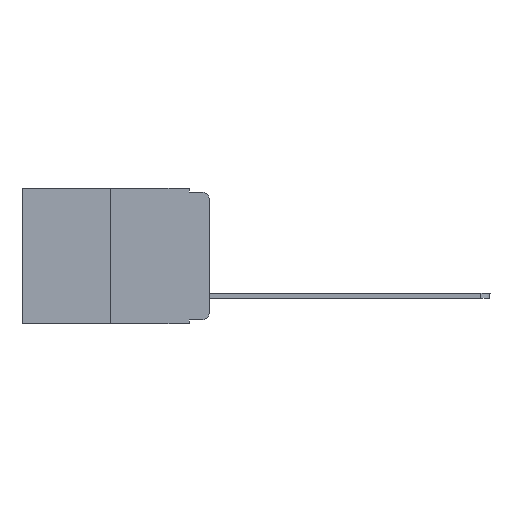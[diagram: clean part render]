
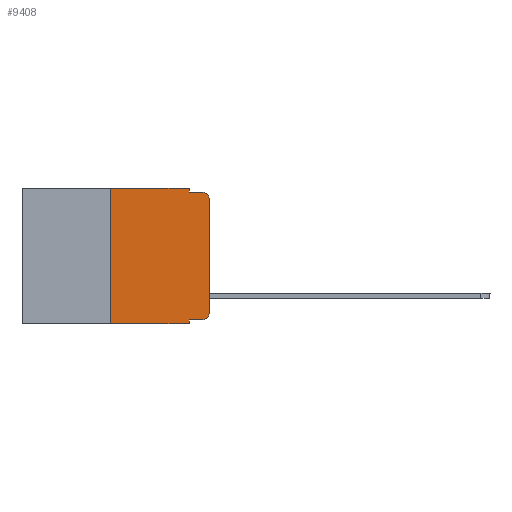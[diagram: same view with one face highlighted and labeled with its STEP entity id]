
A CAD part, left-side view. The second image highlights one B-rep face of the part: STEP entity #9408.
In plain terms, the highlighted planar face has unit normal (-1, 0, 0).
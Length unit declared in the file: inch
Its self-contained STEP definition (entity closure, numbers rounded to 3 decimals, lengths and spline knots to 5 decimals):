
#175 = FACE_OUTER_BOUND ( 'NONE', #12244, .T. ) ;
#253 = DIRECTION ( 'NONE',  ( -1., 0., 0. ) ) ;
#361 = CARTESIAN_POINT ( 'NONE',  ( 0., 0.02, -0.313 ) ) ;
#855 = DIRECTION ( 'NONE',  ( 0., -1., 0. ) ) ;
#1083 = VERTEX_POINT ( 'NONE', #16575 ) ;
#1397 = LINE ( 'NONE', #9379, #14960 ) ;
#1567 = DIRECTION ( 'NONE',  ( -1., 0., 0. ) ) ;
#1911 = AXIS2_PLACEMENT_3D ( 'NONE', #361, #253, #6840 ) ;
#1973 = CARTESIAN_POINT ( 'NONE',  ( 0., 0.051, -0.343 ) ) ;
#2945 = EDGE_CURVE ( 'NONE', #12039, #3078, #19014, .T. ) ;
#3078 = VERTEX_POINT ( 'NONE', #16102 ) ;
#4559 = EDGE_CURVE ( 'NONE', #1083, #15135, #12353, .T. ) ;
#4713 = CARTESIAN_POINT ( 'NONE',  ( 0., 0.02, -0.333 ) ) ;
#4891 = ORIENTED_EDGE ( 'NONE', *, *, #19043, .F. ) ;
#4941 = CARTESIAN_POINT ( 'NONE',  ( 0., 0.473, 0. ) ) ;
#5094 = VECTOR ( 'NONE', #16877, 39.37008 ) ;
#5581 = VECTOR ( 'NONE', #7713, 39.37008 ) ;
#5879 = CARTESIAN_POINT ( 'NONE',  ( 0., 0.051, -0.01 ) ) ;
#6247 = VECTOR ( 'NONE', #15484, 39.37008 ) ;
#6840 = DIRECTION ( 'NONE',  ( 0., 0., -1. ) ) ;
#6848 = CARTESIAN_POINT ( 'NONE',  ( 0., 0.02, -0.03 ) ) ;
#6978 = VERTEX_POINT ( 'NONE', #18203 ) ;
#7122 = CARTESIAN_POINT ( 'NONE',  ( 0., 0.051, -0.333 ) ) ;
#7617 = DIRECTION ( 'NONE',  ( 0., 0., 1. ) ) ;
#7713 = DIRECTION ( 'NONE',  ( 0., -1., 0. ) ) ;
#8647 = ORIENTED_EDGE ( 'NONE', *, *, #9991, .T. ) ;
#8805 = EDGE_CURVE ( 'NONE', #15135, #12039, #1397, .T. ) ;
#8998 = CARTESIAN_POINT ( 'NONE',  ( 0., 0.25, 0. ) ) ;
#9379 = CARTESIAN_POINT ( 'NONE',  ( 0., 0.473, 0. ) ) ;
#9408 = ADVANCED_FACE ( 'NONE', ( #175 ), #17982, .F. ) ;
#9991 = EDGE_CURVE ( 'NONE', #10986, #13922, #10870, .T. ) ;
#9996 = DIRECTION ( 'NONE',  ( 0., 0., -1. ) ) ;
#10143 = AXIS2_PLACEMENT_3D ( 'NONE', #4941, #19902, #9996 ) ;
#10287 = CARTESIAN_POINT ( 'NONE',  ( 0., 0.051, 0. ) ) ;
#10406 = EDGE_CURVE ( 'NONE', #6978, #10986, #18644, .T. ) ;
#10416 = ORIENTED_EDGE ( 'NONE', *, *, #12640, .T. ) ;
#10870 = CIRCLE ( 'NONE', #1911, 0.02 ) ;
#10916 = EDGE_CURVE ( 'NONE', #13922, #20095, #20958, .T. ) ;
#10986 = VERTEX_POINT ( 'NONE', #4713 ) ;
#11881 = CARTESIAN_POINT ( 'NONE',  ( 0., 0.051, 0. ) ) ;
#12039 = VERTEX_POINT ( 'NONE', #11881 ) ;
#12146 = EDGE_CURVE ( 'NONE', #20095, #18175, #18507, .T. ) ;
#12244 = EDGE_LOOP ( 'NONE', ( #17868, #16990, #4891, #20619, #13577, #15450, #10416, #14656, #14732, #8647 ) ) ;
#12353 = LINE ( 'NONE', #8998, #6247 ) ;
#12431 = EDGE_CURVE ( 'NONE', #6978, #13216, #19520, .T. ) ;
#12620 = VECTOR ( 'NONE', #855, 39.37008 ) ;
#12640 = EDGE_CURVE ( 'NONE', #1083, #13216, #18082, .T. ) ;
#13216 = VERTEX_POINT ( 'NONE', #1973 ) ;
#13265 = CARTESIAN_POINT ( 'NONE',  ( 0., 0., -0.03 ) ) ;
#13577 = ORIENTED_EDGE ( 'NONE', *, *, #8805, .F. ) ;
#13922 = VERTEX_POINT ( 'NONE', #16286 ) ;
#14021 = VECTOR ( 'NONE', #7617, 39.37008 ) ;
#14163 = CARTESIAN_POINT ( 'NONE',  ( 0., 0.02, -0.01 ) ) ;
#14224 = DIRECTION ( 'NONE',  ( 0., 0., -1. ) ) ;
#14352 = DIRECTION ( 'NONE',  ( 0., -1., 0. ) ) ;
#14459 = CARTESIAN_POINT ( 'NONE',  ( 0., 0.25, 0. ) ) ;
#14656 = ORIENTED_EDGE ( 'NONE', *, *, #12431, .F. ) ;
#14732 = ORIENTED_EDGE ( 'NONE', *, *, #10406, .T. ) ;
#14960 = VECTOR ( 'NONE', #14352, 39.37008 ) ;
#15135 = VERTEX_POINT ( 'NONE', #14459 ) ;
#15450 = ORIENTED_EDGE ( 'NONE', *, *, #4559, .F. ) ;
#15484 = DIRECTION ( 'NONE',  ( 0., 0., 1. ) ) ;
#16102 = CARTESIAN_POINT ( 'NONE',  ( 0., 0.051, -0.01 ) ) ;
#16150 = DIRECTION ( 'NONE',  ( 0., -1., 0. ) ) ;
#16286 = CARTESIAN_POINT ( 'NONE',  ( 0., 0., -0.313 ) ) ;
#16308 = CARTESIAN_POINT ( 'NONE',  ( 0., 0.051, 0. ) ) ;
#16353 = DIRECTION ( 'NONE',  ( 0., 0., -1. ) ) ;
#16575 = CARTESIAN_POINT ( 'NONE',  ( 0., 0.25, -0.343 ) ) ;
#16877 = DIRECTION ( 'NONE',  ( 0., 0., -1. ) ) ;
#16990 = ORIENTED_EDGE ( 'NONE', *, *, #12146, .T. ) ;
#17868 = ORIENTED_EDGE ( 'NONE', *, *, #10916, .T. ) ;
#17973 = CARTESIAN_POINT ( 'NONE',  ( 0., 0.473, -0.343 ) ) ;
#17982 = PLANE ( 'NONE',  #10143 ) ;
#18082 = LINE ( 'NONE', #17973, #19559 ) ;
#18175 = VERTEX_POINT ( 'NONE', #14163 ) ;
#18203 = CARTESIAN_POINT ( 'NONE',  ( 0., 0.051, -0.333 ) ) ;
#18507 = CIRCLE ( 'NONE', #19885, 0.02 ) ;
#18644 = LINE ( 'NONE', #7122, #12620 ) ;
#19014 = LINE ( 'NONE', #10287, #5094 ) ;
#19043 = EDGE_CURVE ( 'NONE', #3078, #18175, #20641, .T. ) ;
#19520 = LINE ( 'NONE', #16308, #20224 ) ;
#19559 = VECTOR ( 'NONE', #16150, 39.37008 ) ;
#19885 = AXIS2_PLACEMENT_3D ( 'NONE', #6848, #1567, #16353 ) ;
#19902 = DIRECTION ( 'NONE',  ( 1., 0., 0. ) ) ;
#20095 = VERTEX_POINT ( 'NONE', #13265 ) ;
#20224 = VECTOR ( 'NONE', #14224, 39.37008 ) ;
#20619 = ORIENTED_EDGE ( 'NONE', *, *, #2945, .F. ) ;
#20641 = LINE ( 'NONE', #5879, #5581 ) ;
#20652 = CARTESIAN_POINT ( 'NONE',  ( 0., 0., 0. ) ) ;
#20958 = LINE ( 'NONE', #20652, #14021 ) ;
